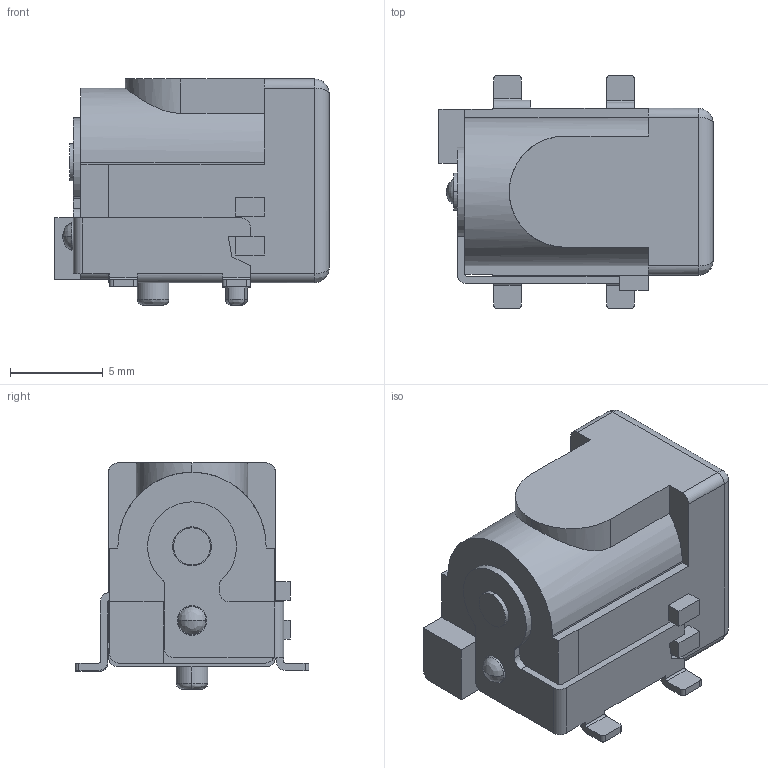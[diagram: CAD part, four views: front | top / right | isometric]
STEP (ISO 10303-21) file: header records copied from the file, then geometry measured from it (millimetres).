
FILE_DESCRIPTION (( 'STEP AP203' ), '1' );
FILE_NAME ('MJ179SMT-01.STEP', '2014-06-27T00:32:35', ( 'userwin7a' ), ( '' ), 'SwSTEP 2.0', 'SolidWorks 2013', '' );
FILE_SCHEMA (( 'CONFIG_CONTROL_DESIGN' ));
Length unit declared in the file: millimetre
Products named in the file (1): MJ179SMT-01
Bounding box: 14.8 x 12.6 x 12.2 mm (x, y, z)
Volume: 506.4 mm3; surface area: 1532.7 mm2
Topology: 3 solids, 3 shells, 265 faces, 749 edges, 489 vertices
Faces by surface type: plane 153, cylinder 88, bspline 21, cone 3
Entity records: 9237 total; most frequent: CARTESIAN_POINT 2346, ORIENTED_EDGE 1492, DIRECTION 1353, EDGE_CURVE 746, LINE 509, VECTOR 509, VERTEX_POINT 489, AXIS2_PLACEMENT_3D 422
